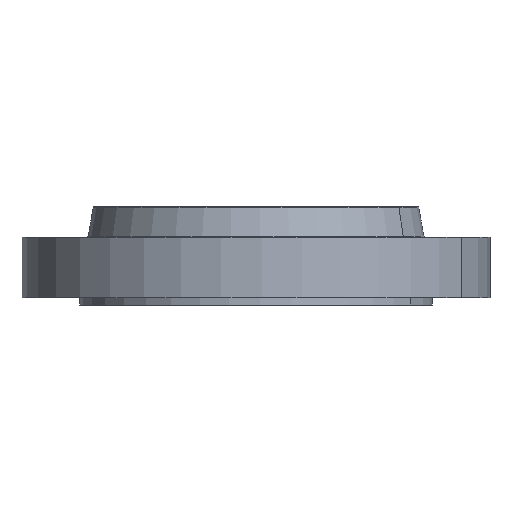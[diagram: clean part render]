
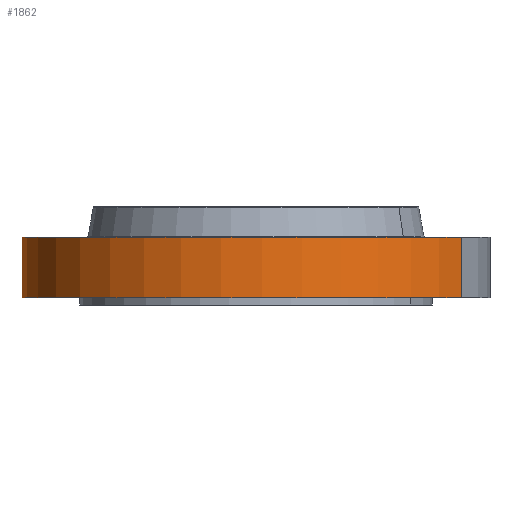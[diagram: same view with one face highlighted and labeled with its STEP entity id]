
A CAD part, left-side view. The second image highlights one B-rep face of the part: STEP entity #1862.
In plain terms, the highlighted cylindrical face has radius 393.7 mm (diameter 787.4 mm), a partial arc.
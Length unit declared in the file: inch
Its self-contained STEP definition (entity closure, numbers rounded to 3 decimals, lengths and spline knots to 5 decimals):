
#1519=AXIS2_PLACEMENT_3D('Circle Axis2P3D',#1517,#1518,$) ;
#1823=AXIS2_PLACEMENT_3D('Cylinder Axis2P3D',#1820,#1821,#1822) ;
#1853=AXIS2_PLACEMENT_3D('Circle Axis2P3D',#1851,#1852,$) ;
#1517=CARTESIAN_POINT('Axis2P3D Location',(0.,0.,0.)) ;
#1521=CARTESIAN_POINT('Vertex',(-7.4311,-13.60253,0.)) ;
#1523=CARTESIAN_POINT('Vertex',(7.4311,13.60253,0.)) ;
#1820=CARTESIAN_POINT('Axis2P3D Location',(0.,0.,2.75)) ;
#1825=CARTESIAN_POINT('Line Origine',(7.4311,13.60253,2.)) ;
#1829=CARTESIAN_POINT('Vertex',(7.4311,13.60253,4.)) ;
#1836=CARTESIAN_POINT('Vertex',(-7.4311,-13.60253,4.)) ;
#1839=CARTESIAN_POINT('Line Origine',(-7.4311,-13.60253,2.)) ;
#1851=CARTESIAN_POINT('Axis2P3D Location',(0.,0.,4.)) ;
#1518=DIRECTION('Axis2P3D Direction',(0.,0.,-0.039)) ;
#1821=DIRECTION('Axis2P3D Direction',(0.,0.,-0.039)) ;
#1822=DIRECTION('Axis2P3D XDirection',(-0.019,-0.035,0.)) ;
#1826=DIRECTION('Vector Direction',(0.,0.,-0.039)) ;
#1840=DIRECTION('Vector Direction',(0.,0.,-0.039)) ;
#1852=DIRECTION('Axis2P3D Direction',(0.,0.,-0.039)) ;
#1827=VECTOR('Line Direction',#1826,0.03937) ;
#1841=VECTOR('Line Direction',#1840,0.03937) ;
#1857=ORIENTED_EDGE('',*,*,#1525,.F.) ;
#1858=ORIENTED_EDGE('',*,*,#1843,.T.) ;
#1859=ORIENTED_EDGE('',*,*,#1855,.T.) ;
#1860=ORIENTED_EDGE('',*,*,#1831,.F.) ;
#1862=ADVANCED_FACE('PartBody',(#1861),#1824,.T.) ;
#1520=CIRCLE('generated circle',#1519,15.5) ;
#1854=CIRCLE('generated circle',#1853,15.5) ;
#1824=CYLINDRICAL_SURFACE('generated cylinder',#1823,15.5) ;
#1525=EDGE_CURVE('',#1522,#1524,#1520,.T.) ;
#1831=EDGE_CURVE('',#1524,#1830,#1828,.F.) ;
#1843=EDGE_CURVE('',#1522,#1837,#1842,.F.) ;
#1855=EDGE_CURVE('',#1837,#1830,#1854,.T.) ;
#1856=EDGE_LOOP('',(#1857,#1858,#1859,#1860)) ;
#1861=FACE_OUTER_BOUND('',#1856,.T.) ;
#1828=LINE('Line',#1825,#1827) ;
#1842=LINE('Line',#1839,#1841) ;
#1522=VERTEX_POINT('',#1521) ;
#1524=VERTEX_POINT('',#1523) ;
#1830=VERTEX_POINT('',#1829) ;
#1837=VERTEX_POINT('',#1836) ;
